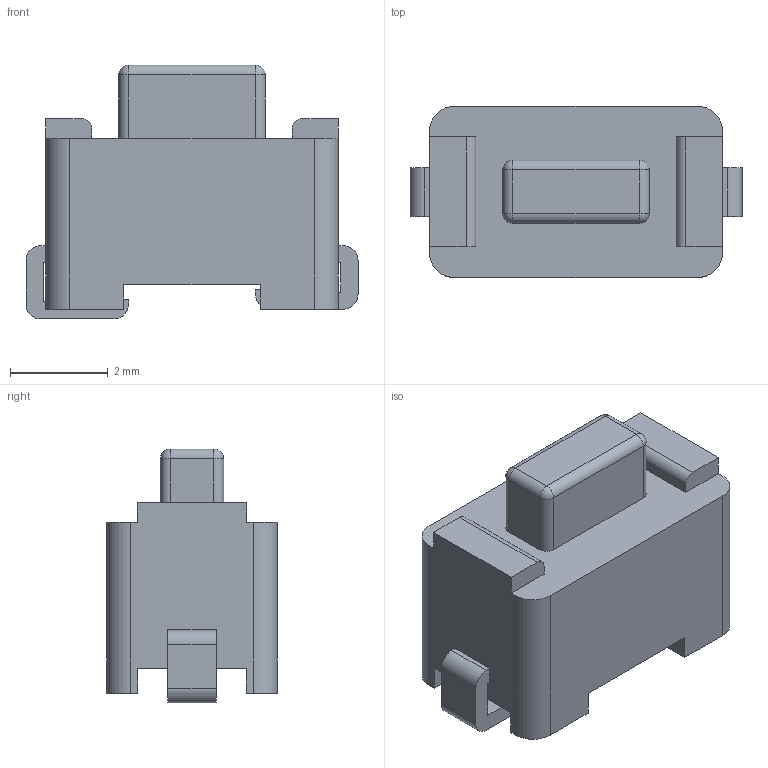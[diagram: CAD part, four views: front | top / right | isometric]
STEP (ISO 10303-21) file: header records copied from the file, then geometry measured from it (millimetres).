
FILE_DESCRIPTION((''),'2;1');
FILE_NAME('C-147873-1','2013-07-31T',('workeradm'),('Tyco Electronics Ltd.'),'PRO/ENGINEER BY PARAMETRIC TECHNOLOGY CORPORATION, 2013050','PRO/ENGINEER BY PARAMETRIC TECHNOLOGY CORPORATION, 2013050','');
FILE_SCHEMA(('AUTOMOTIVE_DESIGN { 1 0 10303 214 1 1 1 1 }'));
Length unit declared in the file: millimetre
Products named in the file (1): C-147873-1
Bounding box: 6.8 x 3.5 x 5.2 mm (x, y, z)
Volume: 73.9 mm3; surface area: 137.4 mm2
Topology: 1 solids, 1 shells, 77 faces, 204 edges, 132 vertices
Faces by surface type: plane 53, cylinder 20, sphere 4
Entity records: 2538 total; most frequent: CARTESIAN_POINT 415, ORIENTED_EDGE 408, DIRECTION 398, EDGE_CURVE 204, VECTOR 164, LINE 164, VERTEX_POINT 132, COLOUR_RGB 126
